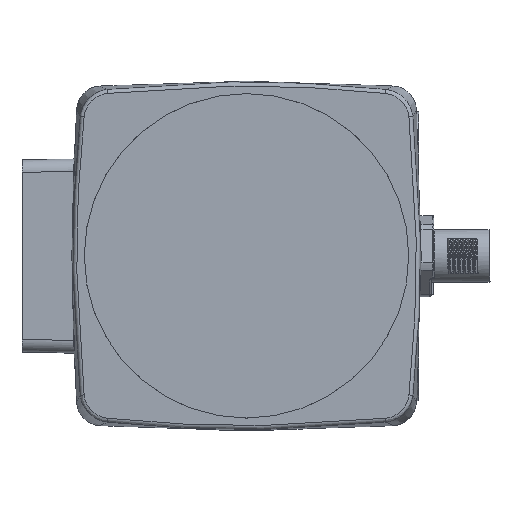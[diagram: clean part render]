
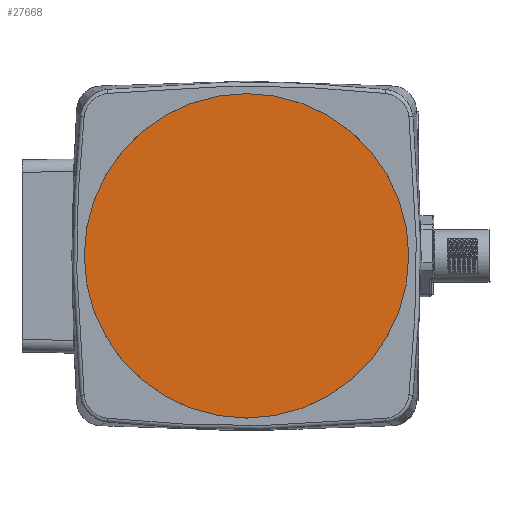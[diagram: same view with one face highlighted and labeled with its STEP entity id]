
A CAD part, top view. The second image highlights one B-rep face of the part: STEP entity #27668.
In plain terms, the highlighted planar face has unit normal (0, 0, 1).
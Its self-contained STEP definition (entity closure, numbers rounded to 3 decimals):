
#8832=CARTESIAN_POINT('',(0.,0.,6.1));
#8833=DIRECTION('',(0.,0.,1.));
#8834=DIRECTION('',(1.,0.,0.));
#8835=AXIS2_PLACEMENT_3D('',#8832,#8833,#8834);
#8841=CARTESIAN_POINT('',(0.,0.,6.1));
#8842=DIRECTION('',(0.,0.,1.));
#8843=DIRECTION('',(-1.,0.,0.));
#8844=AXIS2_PLACEMENT_3D('',#8841,#8842,#8843);
#9923=CARTESIAN_POINT('',(32.519,0.,6.1));
#9924=CARTESIAN_POINT('',(-32.519,0.,6.1));
#9925=VERTEX_POINT('',#9923);
#9926=VERTEX_POINT('',#9924);
#27658=CARTESIAN_POINT('',(0.,0.,6.1));
#27659=DIRECTION('',(0.,0.,-1.));
#27660=DIRECTION('',(-1.,0.,0.));
#27661=AXIS2_PLACEMENT_3D('',#27658,#27659,#27660);
#27662=PLANE('',#27661);
#27663=ORIENTED_EDGE('',*,*,#27641,.F.);
#27665=ORIENTED_EDGE('',*,*,#27664,.F.);
#27666=EDGE_LOOP('',(#27663,#27665));
#27667=FACE_OUTER_BOUND('',#27666,.F.);
#27668=ADVANCED_FACE('',(#27667),#27662,.F.);
#8836=CIRCLE('',#8835,32.519);
#8845=CIRCLE('',#8844,32.519);
#27641=EDGE_CURVE('',#9925,#9926,#8836,.T.);
#27664=EDGE_CURVE('',#9926,#9925,#8845,.T.);
